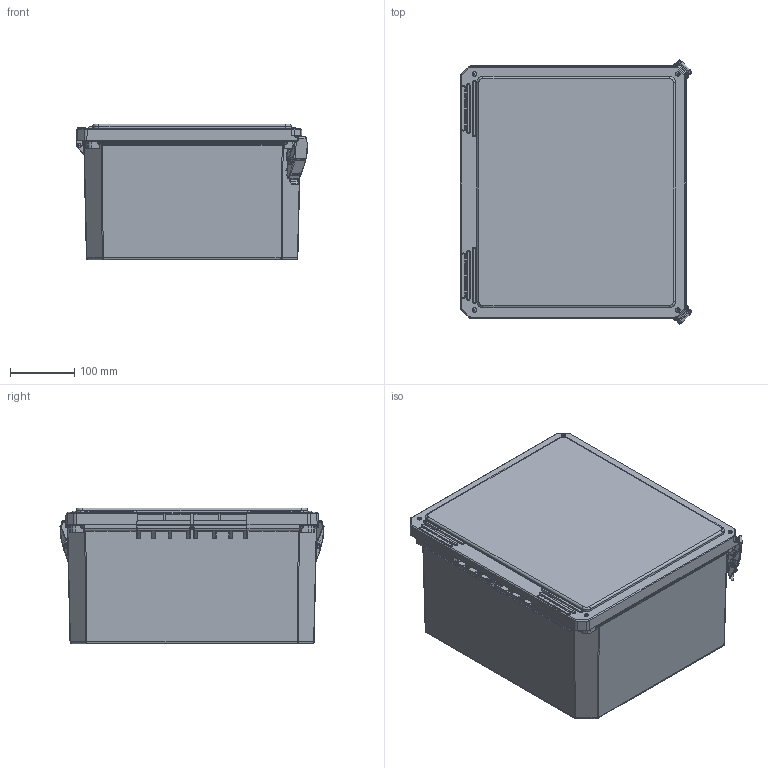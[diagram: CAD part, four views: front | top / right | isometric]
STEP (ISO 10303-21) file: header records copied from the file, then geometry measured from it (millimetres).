
FILE_DESCRIPTION(/* description */ (''),/* implementation_level */ '2;1');
FILE_NAME(/* name */ 'HW-141208CHQR.stp',/* time_stamp */ '2014-03-12T14:36:27-05:00',/* author */ ('pmescher'),/* organization */ (''),/* preprocessor_version */ 'ST-DEVELOPER v15.2',/* originating_system */ 'Autodesk Inventor 2014',/* authorisation */ '');
FILE_SCHEMA (('AUTOMOTIVE_DESIGN { 1 0 10303 214 3 1 1 }'));
Products named in the file (17): DS141208BOX; BRASS INSERT-(; BRASS INSERT-(_1; BRASS INSERT-(_2; AT40005; Part1; Part2; LATCH HINGE; LATCH -1 Assembly; RMHINGAT40006-04; DS141206CVR; GA141206; WP1412HLU; BRASS INSERT-(_3; DS COVER  BUSH; 2016 Vanity Plug; DS141208HPL_STP
Bounding box: 361.25 x 411.48 x 211.87 mm (x, y, z)
Volume: 2387000.1 mm3; surface area: 1198476.4 mm2
Topology: 35 solids, 35 shells, 2608 faces, 6491 edges, 3864 vertices
Faces by surface type: cylinder 1046, plane 906, bspline 387, torus 153, sphere 60, cone 56
Full cylindrical faces by diameter (mm): 3.429 x20, 3.48 x4, 3.81 x4, 3.861 x8, 3.962 x16, 5.3 x4, 5.563 x2, 5.766 x2, 6.248 x16, 6.401 x4, 6.426 x4, 7.62 x4, 7.937 x1, 7.938 x1, 9.525 x2, 11.049 x2
Entity records: 84814 total; most frequent: CARTESIAN_POINT 32582, DIRECTION 11125, ORIENTED_EDGE 10702, EDGE_CURVE 5351, AXIS2_PLACEMENT_3D 4239, VERTEX_POINT 3252, LINE 2647, VECTOR 2647
